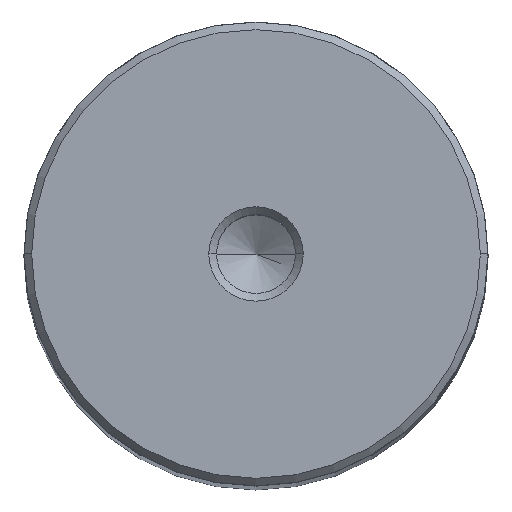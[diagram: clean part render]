
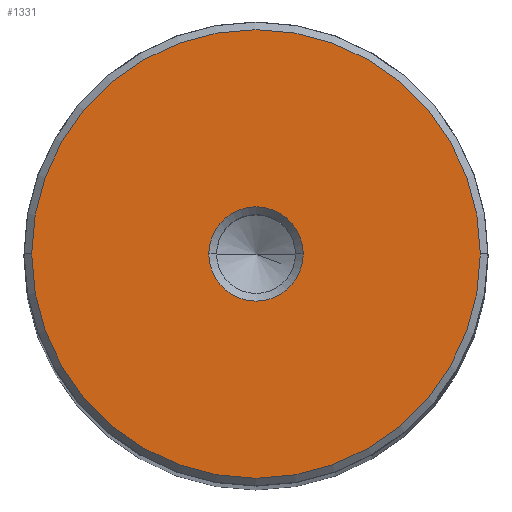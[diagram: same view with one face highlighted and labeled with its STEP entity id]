
A CAD part, top view. The second image highlights one B-rep face of the part: STEP entity #1331.
In plain terms, the highlighted planar face has unit normal (0, 0, 1).
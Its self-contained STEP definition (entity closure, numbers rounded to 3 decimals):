
#290 = AXIS2_PLACEMENT_3D ( 'NONE', #394, #383, #2466 ) ;
#383 = DIRECTION ( 'NONE',  ( 0., 0., -1. ) ) ;
#394 = CARTESIAN_POINT ( 'NONE',  ( 0., 0., 300. ) ) ;
#567 = EDGE_LOOP ( 'NONE', ( #3003, #1147 ) ) ;
#609 = AXIS2_PLACEMENT_3D ( 'NONE', #2345, #1158, #1853 ) ;
#644 = EDGE_LOOP ( 'NONE', ( #789, #2905 ) ) ;
#740 = DIRECTION ( 'NONE',  ( 0., 0., -1. ) ) ;
#756 = CARTESIAN_POINT ( 'NONE',  ( -6.1, 0., 300. ) ) ;
#764 = VERTEX_POINT ( 'NONE', #1970 ) ;
#789 = ORIENTED_EDGE ( 'NONE', *, *, #2221, .T. ) ;
#830 = CARTESIAN_POINT ( 'NONE',  ( 0., 0., 300. ) ) ;
#884 = EDGE_CURVE ( 'NONE', #764, #1474, #1450, .T. ) ;
#942 = PLANE ( 'NONE',  #1811 ) ;
#944 = CARTESIAN_POINT ( 'NONE',  ( 0., 0., 300. ) ) ;
#949 = CIRCLE ( 'NONE', #609, 29. ) ;
#963 = DIRECTION ( 'NONE',  ( 1., 0., 0. ) ) ;
#970 = VERTEX_POINT ( 'NONE', #1709 ) ;
#1083 = EDGE_CURVE ( 'NONE', #1791, #970, #949, .T. ) ;
#1147 = ORIENTED_EDGE ( 'NONE', *, *, #2493, .T. ) ;
#1158 = DIRECTION ( 'NONE',  ( 0., 0., 1. ) ) ;
#1331 = ADVANCED_FACE ( 'NONE', ( #1589, #2755 ), #942, .T. ) ;
#1450 = CIRCLE ( 'NONE', #290, 6.1 ) ;
#1474 = VERTEX_POINT ( 'NONE', #756 ) ;
#1554 = DIRECTION ( 'NONE',  ( 1., 0., 0. ) ) ;
#1589 = FACE_BOUND ( 'NONE', #567, .T. ) ;
#1640 = DIRECTION ( 'NONE',  ( 0., 0., 1. ) ) ;
#1709 = CARTESIAN_POINT ( 'NONE',  ( -29., 0., 300. ) ) ;
#1777 = CIRCLE ( 'NONE', #1897, 29. ) ;
#1791 = VERTEX_POINT ( 'NONE', #1796 ) ;
#1796 = CARTESIAN_POINT ( 'NONE',  ( 29., 0., 300. ) ) ;
#1811 = AXIS2_PLACEMENT_3D ( 'NONE', #2560, #1640, #1869 ) ;
#1853 = DIRECTION ( 'NONE',  ( 1., 0., 0. ) ) ;
#1869 = DIRECTION ( 'NONE',  ( 1., 0., 0. ) ) ;
#1897 = AXIS2_PLACEMENT_3D ( 'NONE', #830, #2683, #1554 ) ;
#1970 = CARTESIAN_POINT ( 'NONE',  ( 6.1, 0., 300. ) ) ;
#2221 = EDGE_CURVE ( 'NONE', #970, #1791, #1777, .T. ) ;
#2345 = CARTESIAN_POINT ( 'NONE',  ( 0., 0., 300. ) ) ;
#2466 = DIRECTION ( 'NONE',  ( 1., 0., 0. ) ) ;
#2493 = EDGE_CURVE ( 'NONE', #1474, #764, #2680, .T. ) ;
#2560 = CARTESIAN_POINT ( 'NONE',  ( 0., 0., 300. ) ) ;
#2580 = AXIS2_PLACEMENT_3D ( 'NONE', #944, #740, #963 ) ;
#2680 = CIRCLE ( 'NONE', #2580, 6.1 ) ;
#2683 = DIRECTION ( 'NONE',  ( 0., 0., 1. ) ) ;
#2755 = FACE_OUTER_BOUND ( 'NONE', #644, .T. ) ;
#2905 = ORIENTED_EDGE ( 'NONE', *, *, #1083, .T. ) ;
#3003 = ORIENTED_EDGE ( 'NONE', *, *, #884, .T. ) ;
